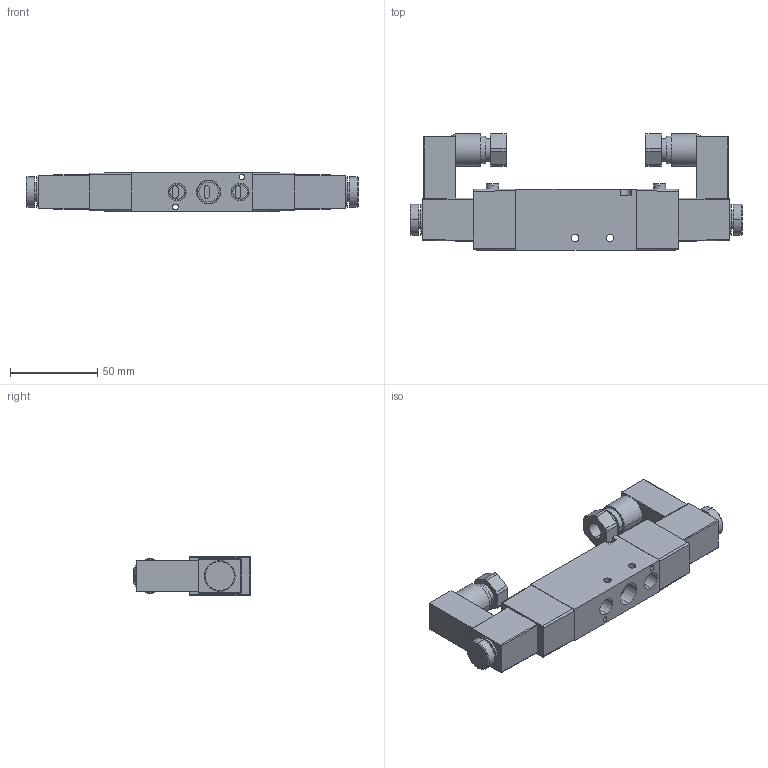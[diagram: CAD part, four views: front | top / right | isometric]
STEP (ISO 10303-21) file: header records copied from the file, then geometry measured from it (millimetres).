
FILE_DESCRIPTION (( 'STEP AP203' ), '1' );
FILE_NAME ('AVS-523C2-24D.step', '2015-11-09T22:43:57', ( '' ), ( '' ), 'SwSTEP 2.0', 'SolidWorks 2015', '' );
FILE_SCHEMA (( 'CONFIG_CONTROL_DESIGN' ));
Length unit declared in the file: millimetre
Products named in the file (1): AVS-523C2-24D
Bounding box: 189.82 x 66.7 x 22 mm (x, y, z)
Volume: 148737.6 mm3; surface area: 37934.3 mm2
Topology: 5 solids, 5 shells, 236 faces, 567 edges, 374 vertices
Faces by surface type: plane 129, cylinder 91, cone 10, torus 4, bspline 2
Entity records: 7052 total; most frequent: CARTESIAN_POINT 1426, DIRECTION 1165, ORIENTED_EDGE 1134, EDGE_CURVE 567, AXIS2_PLACEMENT_3D 417, VERTEX_POINT 374, VECTOR 331, LINE 331
